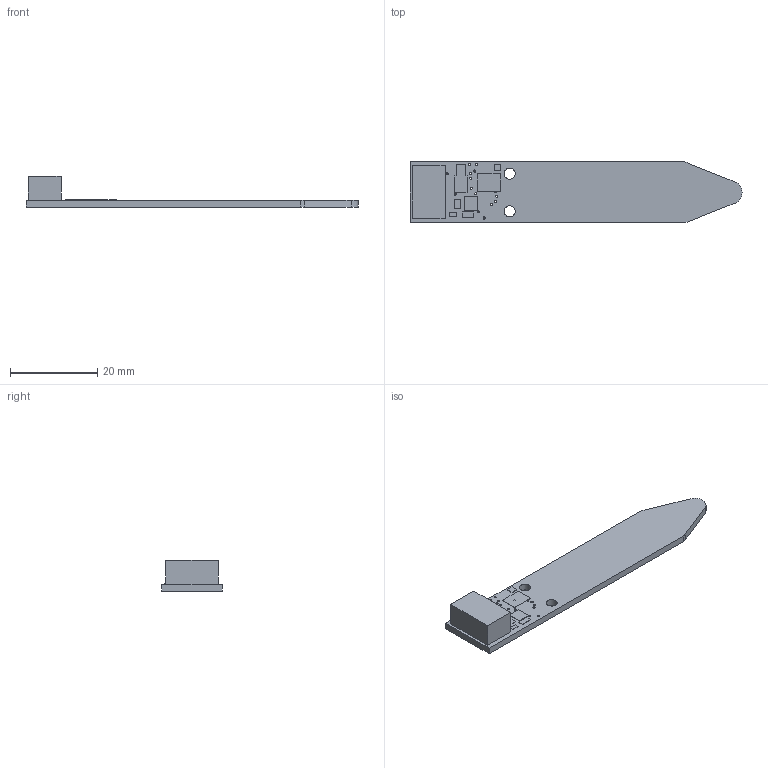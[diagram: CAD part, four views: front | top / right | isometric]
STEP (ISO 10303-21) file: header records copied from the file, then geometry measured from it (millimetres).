
FILE_DESCRIPTION(/* description */ (''),/* implementation_level */ '2;1');
FILE_NAME(/* name */ 'Adafruit STEMMA Soil Sensor.step',/* time_stamp */ '2020-02-21T14:00:26-07:00',/* author */ (''),/* organization */ (''),/* preprocessor_version */ 'ST-DEVELOPER v18',/* originating_system */ 'Autodesk Translation Framework v8.12.0.6',/* authorisation */ '');
FILE_SCHEMA (('AUTOMOTIVE_DESIGN { 1 0 10303 214 3 1 1 }'));
Length unit declared in the file: millimetre
Products named in the file (4): Adafruit STEMMA Soil Sensor; PCB Component; Board; JSTPH4
Assembly tree (3 placements, depth 3):
  Adafruit STEMMA Soil Sensor
    PCB Component
      Board
      JSTPH4
Bounding box: 76.2 x 13.97 x 7.19 mm (x, y, z)
Volume: 2043.7 mm3; surface area: 2707.2 mm2
Topology: 2 solids, 2 shells, 94 faces, 238 edges, 158 vertices
Faces by surface type: plane 70, cylinder 24
Full cylindrical faces by diameter (mm): 0.5 x18, 2.54 x2
Entity records: 3021 total; most frequent: CARTESIAN_POINT 497, DIRECTION 490, ORIENTED_EDGE 476, EDGE_CURVE 238, LINE 188, VECTOR 188, VERTEX_POINT 158, AXIS2_PLACEMENT_3D 151
